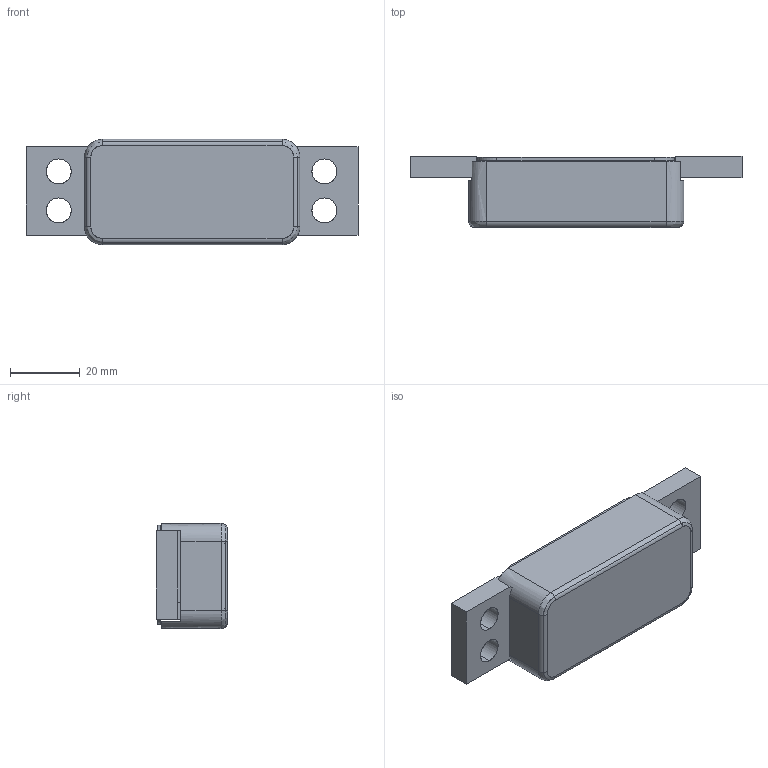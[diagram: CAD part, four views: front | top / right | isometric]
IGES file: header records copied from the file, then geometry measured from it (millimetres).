
Start section: SolidWorks IGES file using analytic representation for surfaces
Global section: file name: STRAINLINKDUMMYMODEL.IGS; native system: SolidWorks 2011; preprocessor: SolidWorks 2011; author: rance.gillespie; date: 121105.143801; units: inch
Bounding box: 95.25 x 20.4 x 30.21 mm (x, y, z)
Surface area: 23411.5 mm2 (no closed solid volume)
Topology: 0 solids, 0 shells, 200 faces, 2318 edges, 2318 vertices
Faces by surface type: bspline 119, revolution 81
